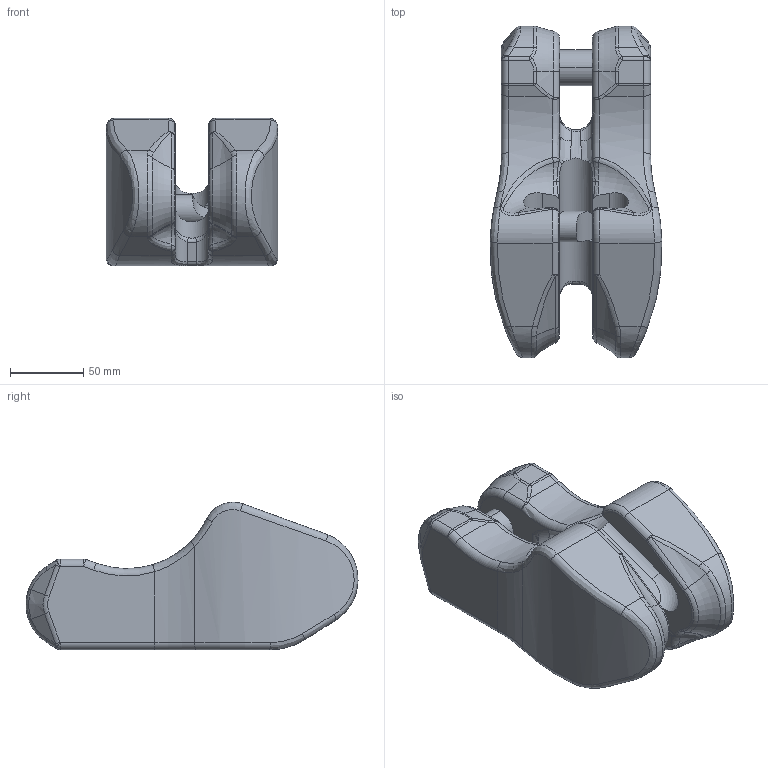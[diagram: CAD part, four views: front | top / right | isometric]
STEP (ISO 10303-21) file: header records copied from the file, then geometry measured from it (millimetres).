
FILE_DESCRIPTION((''),'2;1');
FILE_NAME('001-M32010-P-2','2013-06-19T',('Andreas.Wendler'),(''),'PRO/ENGINEER BY PARAMETRIC TECHNOLOGY CORPORATION, 2010140','PRO/ENGINEER BY PARAMETRIC TECHNOLOGY CORPORATION, 2010140','');
FILE_SCHEMA(('CONFIG_CONTROL_DESIGN'));
Length unit declared in the file: millimetre
Products named in the file (1): 001-M32010-P-2
Bounding box: 117.41 x 227 x 100.89 mm (x, y, z)
Volume: 1271466.5 mm3; surface area: 104945.9 mm2
Topology: 1 solids, 1 shells, 508 faces, 1269 edges, 777 vertices
Faces by surface type: plane 235, bspline 88, cylinder 87, torus 51, sphere 43, cone 4
Entity records: 20212 total; most frequent: CARTESIAN_POINT 8181, DIRECTION 2656, ORIENTED_EDGE 2534, EDGE_CURVE 1267, AXIS2_PLACEMENT_3D 1152, VERTEX_POINT 777, CIRCLE 732, EDGE_LOOP 526
